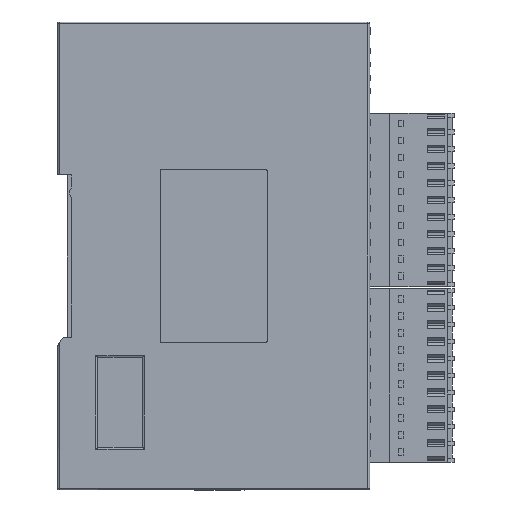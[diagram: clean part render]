
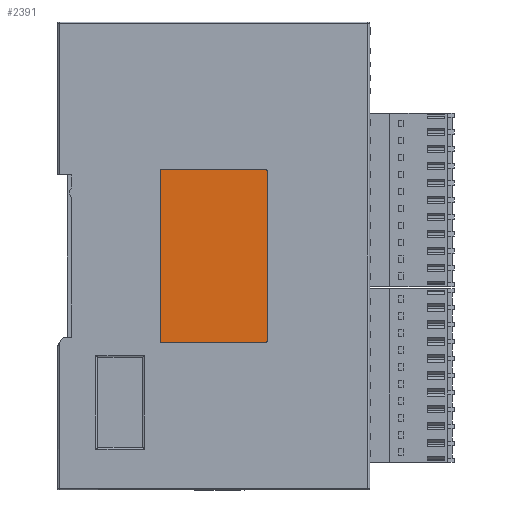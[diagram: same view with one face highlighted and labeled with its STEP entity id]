
A CAD part, left-side view. The second image highlights one B-rep face of the part: STEP entity #2391.
In plain terms, the highlighted planar face has unit normal (-1, 0, 0).
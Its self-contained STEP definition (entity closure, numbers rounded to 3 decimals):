
#253=(
BOUNDED_CURVE()
B_SPLINE_CURVE(2,(#54097,#54098,#54099),.UNSPECIFIED.,.F.,.F.)
B_SPLINE_CURVE_WITH_KNOTS((3,3),(0.,1.),.UNSPECIFIED.)
CURVE()
GEOMETRIC_REPRESENTATION_ITEM()
RATIONAL_B_SPLINE_CURVE((1.,0.707,1.))
REPRESENTATION_ITEM('')
);
#255=(
BOUNDED_CURVE()
B_SPLINE_CURVE(2,(#54111,#54112,#54113),.UNSPECIFIED.,.F.,.F.)
B_SPLINE_CURVE_WITH_KNOTS((3,3),(0.,1.),.UNSPECIFIED.)
CURVE()
GEOMETRIC_REPRESENTATION_ITEM()
RATIONAL_B_SPLINE_CURVE((1.,0.707,1.))
REPRESENTATION_ITEM('')
);
#257=(
BOUNDED_CURVE()
B_SPLINE_CURVE(2,(#54131,#54132,#54133),.UNSPECIFIED.,.F.,.F.)
B_SPLINE_CURVE_WITH_KNOTS((3,3),(0.,1.),.UNSPECIFIED.)
CURVE()
GEOMETRIC_REPRESENTATION_ITEM()
RATIONAL_B_SPLINE_CURVE((1.,0.707,1.))
REPRESENTATION_ITEM('')
);
#259=(
BOUNDED_CURVE()
B_SPLINE_CURVE(2,(#54143,#54144,#54145),.UNSPECIFIED.,.F.,.F.)
B_SPLINE_CURVE_WITH_KNOTS((3,3),(0.,1.),.UNSPECIFIED.)
CURVE()
GEOMETRIC_REPRESENTATION_ITEM()
RATIONAL_B_SPLINE_CURVE((1.,0.707,1.))
REPRESENTATION_ITEM('')
);
#2391=ADVANCED_FACE('',(#3991),#31062,.T.);
#3991=FACE_OUTER_BOUND('',#5756,.T.);
#5756=EDGE_LOOP('',(#14687,#14688,#14689,#14690,#14691,#14692,#14693,#14694));
#14687=ORIENTED_EDGE('',*,*,#19760,.F.);
#14688=ORIENTED_EDGE('',*,*,#19747,.F.);
#14689=ORIENTED_EDGE('',*,*,#19740,.F.);
#14690=ORIENTED_EDGE('',*,*,#19741,.F.);
#14691=ORIENTED_EDGE('',*,*,#19746,.F.);
#14692=ORIENTED_EDGE('',*,*,#19750,.F.);
#14693=ORIENTED_EDGE('',*,*,#19755,.F.);
#14694=ORIENTED_EDGE('',*,*,#19756,.F.);
#19740=EDGE_CURVE('',#29222,#29219,#253,.T.);
#19741=EDGE_CURVE('',#29223,#29222,#24912,.T.);
#19746=EDGE_CURVE('',#29226,#29223,#255,.T.);
#19747=EDGE_CURVE('',#29219,#29227,#24916,.T.);
#19750=EDGE_CURVE('',#29229,#29226,#24919,.T.);
#19755=EDGE_CURVE('',#29232,#29229,#257,.T.);
#19756=EDGE_CURVE('',#29233,#29232,#24923,.T.);
#19760=EDGE_CURVE('',#29227,#29233,#259,.T.);
#24912=B_SPLINE_CURVE_WITH_KNOTS('',1,(#54100,#54101),.UNSPECIFIED.,.F.,
 .F.,(2,2),(0.,23.),.UNSPECIFIED.);
#24916=B_SPLINE_CURVE_WITH_KNOTS('',1,(#54114,#54115),.UNSPECIFIED.,.F.,
 .F.,(2,2),(0.,38.),.UNSPECIFIED.);
#24919=B_SPLINE_CURVE_WITH_KNOTS('',1,(#54120,#54121),.UNSPECIFIED.,.F.,
 .F.,(2,2),(0.,38.),.UNSPECIFIED.);
#24923=B_SPLINE_CURVE_WITH_KNOTS('',1,(#54134,#54135),.UNSPECIFIED.,.F.,
 .F.,(2,2),(0.,23.),.UNSPECIFIED.);
#29219=VERTEX_POINT('',#46511);
#29222=VERTEX_POINT('',#46514);
#29223=VERTEX_POINT('',#46515);
#29226=VERTEX_POINT('',#46518);
#29227=VERTEX_POINT('',#46519);
#29229=VERTEX_POINT('',#46521);
#29232=VERTEX_POINT('',#46524);
#29233=VERTEX_POINT('',#46525);
#31062=PLANE('',#32724);
#32724=AXIS2_PLACEMENT_3D('',#44375,#34302,$);
#34302=DIRECTION('',(-1.,0.,0.));
#44375=CARTESIAN_POINT('',(-345.703,-71.468,212.686));
#46511=CARTESIAN_POINT('',(-345.703,-97.88,255.098));
#46514=CARTESIAN_POINT('',(-345.703,-97.38,255.598));
#46515=CARTESIAN_POINT('',(-345.703,-74.38,255.598));
#46518=CARTESIAN_POINT('',(-345.703,-73.88,255.098));
#46519=CARTESIAN_POINT('',(-345.703,-97.88,217.098));
#46521=CARTESIAN_POINT('',(-345.703,-73.88,217.098));
#46524=CARTESIAN_POINT('',(-345.703,-74.38,216.598));
#46525=CARTESIAN_POINT('',(-345.703,-97.38,216.598));
#54097=CARTESIAN_POINT('',(-345.703,-97.38,255.598));
#54098=CARTESIAN_POINT('',(-345.703,-97.88,255.598));
#54099=CARTESIAN_POINT('',(-345.703,-97.88,255.098));
#54100=CARTESIAN_POINT('',(-345.703,-74.38,255.598));
#54101=CARTESIAN_POINT('',(-345.703,-97.38,255.598));
#54111=CARTESIAN_POINT('',(-345.703,-73.88,255.098));
#54112=CARTESIAN_POINT('',(-345.703,-73.88,255.598));
#54113=CARTESIAN_POINT('',(-345.703,-74.38,255.598));
#54114=CARTESIAN_POINT('',(-345.703,-97.88,255.098));
#54115=CARTESIAN_POINT('',(-345.703,-97.88,217.098));
#54120=CARTESIAN_POINT('',(-345.703,-73.88,217.098));
#54121=CARTESIAN_POINT('',(-345.703,-73.88,255.098));
#54131=CARTESIAN_POINT('',(-345.703,-74.38,216.598));
#54132=CARTESIAN_POINT('',(-345.703,-73.88,216.598));
#54133=CARTESIAN_POINT('',(-345.703,-73.88,217.098));
#54134=CARTESIAN_POINT('',(-345.703,-97.38,216.598));
#54135=CARTESIAN_POINT('',(-345.703,-74.38,216.598));
#54143=CARTESIAN_POINT('',(-345.703,-97.88,217.098));
#54144=CARTESIAN_POINT('',(-345.703,-97.88,216.598));
#54145=CARTESIAN_POINT('',(-345.703,-97.38,216.598));
